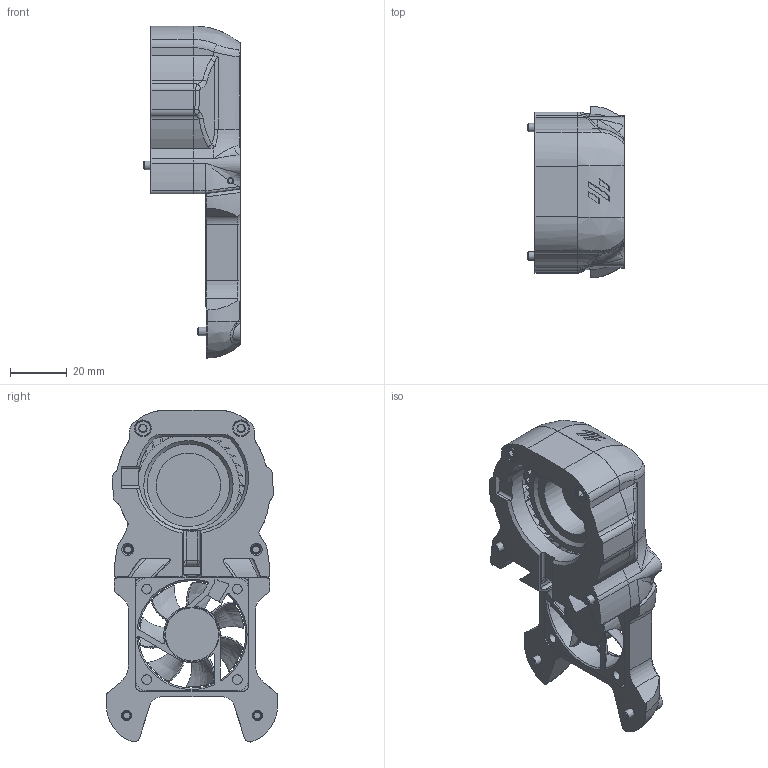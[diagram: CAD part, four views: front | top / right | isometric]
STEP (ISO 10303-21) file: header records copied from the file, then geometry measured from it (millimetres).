
FILE_DESCRIPTION(/* description */ (''),/* implementation_level */ '2;1');
FILE_NAME(/* name */ 'Alternate part cooling 5015 V2 v6.step',/* time_stamp */ '2020-09-28T17:34:36+02:00',/* author */ (''),/* organization */ (''),/* preprocessor_version */ 'ST-DEVELOPER v18.1',/* originating_system */ 'Autodesk Translation Framework v9.3.0.1241',/* authorisation */ '');
FILE_SCHEMA (('AUTOMOTIVE_DESIGN { 1 0 10303 214 3 1 1 }'));
Length unit declared in the file: millimetre
Products named in the file (13): Alternate part cooling 5015 V2; Fan Assembly (1); Radial-Cooling-Fan-5015-DC12V-accurate v5; turbine; Blower casing - front (1); Blower casing - rear; Hotend fan Front Cover (1); 40x40x10 DC Fan v2 (1); 1.75mm Filament Hinge; Screws; M3x30 SHCS (2); M3x12 SHCS (2); M3x16 SHCS (2)
Assembly tree (15 placements, depth 4):
  Alternate part cooling 5015 V2
    Fan Assembly (1)
      Radial-Cooling-Fan-5015-DC12V-accurate v5
        turbine
      Blower casing - front (1)
      Blower casing - rear
      Hotend fan Front Cover (1)
        40x40x10 DC Fan v2 (1)
      1.75mm Filament Hinge
      Screws
        M3x12 SHCS (2)  x2
        M3x30 SHCS (2)  x2
        M3x16 SHCS (2)  x2
Bounding box: 34 x 60.58 x 117.39 mm (x, y, z)
Volume: 58568.1 mm3; surface area: 42543.7 mm2
Topology: 12 solids, 12 shells, 891 faces, 2254 edges, 1404 vertices
Faces by surface type: cylinder 315, plane 312, bspline 121, cone 96, torus 38, sphere 9
Full cylindrical faces by diameter (mm): 1.75 x1, 2.2 x3, 2.7 x2, 3 x6, 3.4 x6, 3.45 x4, 3.5 x2, 5.5 x6, 6 x6, 18.8 x1, 19.2 x1, 20 x1, 22.8 x1, 24.5 x1, 38 x1, 38.8 x1
Entity records: 34802 total; most frequent: CARTESIAN_POINT 14585, ORIENTED_EDGE 4236, DIRECTION 4178, EDGE_CURVE 2118, AXIS2_PLACEMENT_3D 1706, VERTEX_POINT 1329, EDGE_LOOP 893, CIRCLE 887
